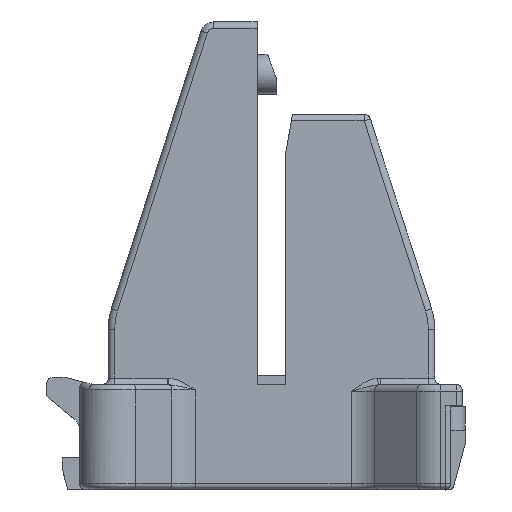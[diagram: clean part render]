
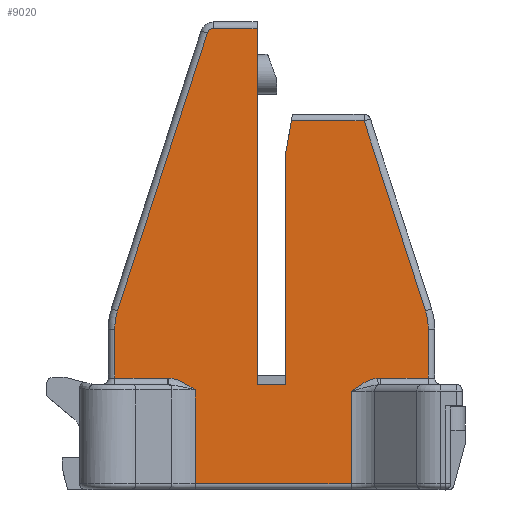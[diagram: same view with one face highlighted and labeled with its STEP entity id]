
A CAD part, top view. The second image highlights one B-rep face of the part: STEP entity #9020.
In plain terms, the highlighted planar face has unit normal (0, 0, 1).
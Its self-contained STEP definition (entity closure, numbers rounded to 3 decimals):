
#2253=DIRECTION('',(-1.,0.,0.));
#2254=VECTOR('',#2253,11.829);
#2255=CARTESIAN_POINT('',(6.039,0.4,37.325));
#2256=LINE('',#2255,#2254);
#2257=DIRECTION('',(0.,-1.,0.));
#2258=VECTOR('',#2257,7.124);
#2259=CARTESIAN_POINT('',(-5.789,7.524,37.325));
#2260=LINE('',#2259,#2258);
#2261=CARTESIAN_POINT('',(-7.789,8.421,37.325));
#2262=CARTESIAN_POINT('',(-7.751,8.419,37.325));
#2263=CARTESIAN_POINT('',(-7.672,8.412,37.325));
#2264=CARTESIAN_POINT('',(-7.544,8.393,37.325));
#2265=CARTESIAN_POINT('',(-7.407,8.364,37.325));
#2266=CARTESIAN_POINT('',(-7.261,8.323,37.325));
#2267=CARTESIAN_POINT('',(-7.109,8.271,37.325));
#2268=CARTESIAN_POINT('',(-6.949,8.207,37.325));
#2269=CARTESIAN_POINT('',(-6.783,8.13,37.325));
#2270=CARTESIAN_POINT('',(-6.608,8.039,37.325));
#2271=CARTESIAN_POINT('',(-6.423,7.934,37.325));
#2272=CARTESIAN_POINT('',(-6.226,7.812,37.325));
#2273=CARTESIAN_POINT('',(-6.016,7.676,37.325));
#2274=CARTESIAN_POINT('',(-5.867,7.576,37.325));
#2275=CARTESIAN_POINT('',(-5.789,7.524,37.325));
#2277=CARTESIAN_POINT('',(-7.891,8.424,37.325));
#2278=CARTESIAN_POINT('',(-7.874,8.424,37.325));
#2279=CARTESIAN_POINT('',(-7.84,8.423,37.325));
#2280=CARTESIAN_POINT('',(-7.806,8.422,37.325));
#2281=CARTESIAN_POINT('',(-7.789,8.421,37.325));
#2283=DIRECTION('',(1.,0.,0.));
#2284=VECTOR('',#2283,3.994);
#2285=CARTESIAN_POINT('',(-11.885,8.424,37.325));
#2286=LINE('',#2285,#2284);
#2287=DIRECTION('',(0.,1.,0.));
#2288=VECTOR('',#2287,3.714);
#2289=CARTESIAN_POINT('',(-11.885,8.424,37.325));
#2290=LINE('',#2289,#2288);
#2291=CARTESIAN_POINT('',(-7.385,12.137,37.325));
#2292=DIRECTION('',(0.,0.,-1.));
#2293=DIRECTION('',(-1.,0.,0.));
#2294=AXIS2_PLACEMENT_3D('',#2291,#2292,#2293);
#2296=DIRECTION('',(0.307,0.952,0.));
#2297=VECTOR('',#2296,22.127);
#2298=CARTESIAN_POINT('',(-11.668,13.519,37.325));
#2299=LINE('',#2298,#2297);
#2300=CARTESIAN_POINT('',(-4.399,34.424,37.325));
#2301=DIRECTION('',(0.,0.,-1.));
#2302=DIRECTION('',(-0.952,0.307,0.));
#2303=AXIS2_PLACEMENT_3D('',#2300,#2301,#2302);
#2305=DIRECTION('',(1.,0.,0.));
#2306=VECTOR('',#2305,3.304);
#2307=CARTESIAN_POINT('',(-4.399,34.924,37.325));
#2308=LINE('',#2307,#2306);
#2309=DIRECTION('',(0.,1.,0.));
#2310=VECTOR('',#2309,27.);
#2311=CARTESIAN_POINT('',(-1.095,7.924,37.325));
#2312=LINE('',#2311,#2310);
#2313=DIRECTION('',(1.,0.,0.));
#2314=VECTOR('',#2313,2.19);
#2315=CARTESIAN_POINT('',(-1.095,7.924,37.325));
#2316=LINE('',#2315,#2314);
#2317=DIRECTION('',(0.,1.,0.));
#2318=VECTOR('',#2317,17.664);
#2319=CARTESIAN_POINT('',(1.095,7.924,37.325));
#2320=LINE('',#2319,#2318);
#2321=DIRECTION('',(0.174,0.985,0.));
#2322=VECTOR('',#2321,2.372);
#2323=CARTESIAN_POINT('',(1.095,25.588,37.325));
#2324=LINE('',#2323,#2322);
#2325=DIRECTION('',(1.,0.,0.));
#2326=VECTOR('',#2325,5.514);
#2327=CARTESIAN_POINT('',(1.507,27.924,37.325));
#2328=LINE('',#2327,#2326);
#2329=DIRECTION('',(0.307,-0.952,0.));
#2330=VECTOR('',#2329,15.136);
#2331=CARTESIAN_POINT('',(7.021,27.924,37.325));
#2332=LINE('',#2331,#2330);
#2333=CARTESIAN_POINT('',(7.385,12.137,37.325));
#2334=DIRECTION('',(0.,0.,-1.));
#2335=DIRECTION('',(0.952,0.307,0.));
#2336=AXIS2_PLACEMENT_3D('',#2333,#2334,#2335);
#2338=DIRECTION('',(0.,-1.,0.));
#2339=VECTOR('',#2338,3.714);
#2340=CARTESIAN_POINT('',(11.885,12.137,37.325));
#2341=LINE('',#2340,#2339);
#2342=DIRECTION('',(1.,0.,0.));
#2343=VECTOR('',#2342,3.603);
#2344=CARTESIAN_POINT('',(8.282,8.424,37.325));
#2345=LINE('',#2344,#2343);
#2346=CARTESIAN_POINT('',(8.039,8.409,37.325));
#2347=CARTESIAN_POINT('',(8.079,8.414,37.325));
#2348=CARTESIAN_POINT('',(8.16,8.421,37.325));
#2349=CARTESIAN_POINT('',(8.241,8.424,37.325));
#2350=CARTESIAN_POINT('',(8.282,8.424,37.325));
#2352=CARTESIAN_POINT('',(6.039,7.424,37.325));
#2353=CARTESIAN_POINT('',(6.155,7.505,37.325));
#2354=CARTESIAN_POINT('',(6.375,7.661,37.325));
#2355=CARTESIAN_POINT('',(6.684,7.866,37.325));
#2356=CARTESIAN_POINT('',(6.976,8.039,37.325));
#2357=CARTESIAN_POINT('',(7.259,8.182,37.325));
#2358=CARTESIAN_POINT('',(7.532,8.292,37.325));
#2359=CARTESIAN_POINT('',(7.793,8.369,37.325));
#2360=CARTESIAN_POINT('',(7.959,8.399,37.325));
#2361=CARTESIAN_POINT('',(8.039,8.409,37.325));
#2363=DIRECTION('',(0.,-1.,0.));
#2364=VECTOR('',#2363,7.024);
#2365=CARTESIAN_POINT('',(6.039,7.424,37.325));
#2366=LINE('',#2365,#2364);
#4376=CARTESIAN_POINT('',(-5.789,7.524,37.325));
#4913=CARTESIAN_POINT('',(-1.095,7.924,37.325));
#4914=CARTESIAN_POINT('',(1.095,7.924,37.325));
#4915=VERTEX_POINT('',#4913);
#4916=VERTEX_POINT('',#4914);
#4961=CARTESIAN_POINT('',(1.507,27.924,37.325));
#4962=CARTESIAN_POINT('',(7.021,27.924,37.325));
#4963=VERTEX_POINT('',#4961);
#4964=VERTEX_POINT('',#4962);
#4973=CARTESIAN_POINT('',(-11.668,13.519,37.325));
#4974=CARTESIAN_POINT('',(-4.875,34.577,37.325));
#4975=VERTEX_POINT('',#4973);
#4976=VERTEX_POINT('',#4974);
#4979=CARTESIAN_POINT('',(-11.885,12.137,37.325));
#4980=VERTEX_POINT('',#4979);
#5170=VERTEX_POINT('',#4376);
#5171=VERTEX_POINT('',#2261);
#5173=VERTEX_POINT('',#2277);
#5176=CARTESIAN_POINT('',(-11.885,8.424,37.325));
#5177=VERTEX_POINT('',#5176);
#5242=CARTESIAN_POINT('',(8.282,8.424,37.325));
#5243=CARTESIAN_POINT('',(11.885,8.424,37.325));
#5244=VERTEX_POINT('',#5242);
#5245=VERTEX_POINT('',#5243);
#5247=VERTEX_POINT('',#2346);
#5248=VERTEX_POINT('',#2352);
#5249=CARTESIAN_POINT('',(11.668,13.519,37.325));
#5250=CARTESIAN_POINT('',(11.885,12.137,37.325));
#5251=VERTEX_POINT('',#5249);
#5252=VERTEX_POINT('',#5250);
#5315=CARTESIAN_POINT('',(1.095,25.588,37.325));
#5316=VERTEX_POINT('',#5315);
#5465=CARTESIAN_POINT('',(-5.789,0.4,37.325));
#5466=VERTEX_POINT('',#5465);
#5469=CARTESIAN_POINT('',(6.039,0.4,37.325));
#5470=VERTEX_POINT('',#5469);
#5805=CARTESIAN_POINT('',(-1.095,34.924,37.325));
#5807=VERTEX_POINT('',#5805);
#5808=CARTESIAN_POINT('',(-4.399,34.924,37.325));
#5809=VERTEX_POINT('',#5808);
#8974=CARTESIAN_POINT('',(-2.585,7.924,37.325));
#8975=DIRECTION('',(0.,0.,1.));
#8976=DIRECTION('',(1.,0.,0.));
#8977=AXIS2_PLACEMENT_3D('',#8974,#8975,#8976);
#8978=PLANE('',#8977);
#8979=ORIENTED_EDGE('',*,*,#7739,.T.);
#8981=ORIENTED_EDGE('',*,*,#8980,.F.);
#8983=ORIENTED_EDGE('',*,*,#8982,.F.);
#8985=ORIENTED_EDGE('',*,*,#8984,.F.);
#8987=ORIENTED_EDGE('',*,*,#8986,.F.);
#8989=ORIENTED_EDGE('',*,*,#8988,.T.);
#8991=ORIENTED_EDGE('',*,*,#8990,.T.);
#8993=ORIENTED_EDGE('',*,*,#8992,.T.);
#8995=ORIENTED_EDGE('',*,*,#8994,.T.);
#8997=ORIENTED_EDGE('',*,*,#8996,.T.);
#8998=ORIENTED_EDGE('',*,*,#6235,.F.);
#8999=ORIENTED_EDGE('',*,*,#5976,.T.);
#9001=ORIENTED_EDGE('',*,*,#9000,.T.);
#9002=ORIENTED_EDGE('',*,*,#8934,.T.);
#9003=ORIENTED_EDGE('',*,*,#8965,.T.);
#9005=ORIENTED_EDGE('',*,*,#9004,.T.);
#9007=ORIENTED_EDGE('',*,*,#9006,.T.);
#9009=ORIENTED_EDGE('',*,*,#9008,.T.);
#9011=ORIENTED_EDGE('',*,*,#9010,.F.);
#9013=ORIENTED_EDGE('',*,*,#9012,.F.);
#9015=ORIENTED_EDGE('',*,*,#9014,.F.);
#9017=ORIENTED_EDGE('',*,*,#9016,.T.);
#9018=EDGE_LOOP('',(#8979,#8981,#8983,#8985,#8987,#8989,#8991,#8993,#8995,#8997,
#8998,#8999,#9001,#9002,#9003,#9005,#9007,#9009,#9011,#9013,#9015,#9017));
#9019=FACE_OUTER_BOUND('',#9018,.F.);
#9020=ADVANCED_FACE('',(#9019),#8978,.T.);
#2276=B_SPLINE_CURVE_WITH_KNOTS('',3,(#2261,#2262,#2263,#2264,#2265,#2266,#2267,
#2268,#2269,#2270,#2271,#2272,#2273,#2274,#2275),.UNSPECIFIED.,.F.,.F.,(4,1,1,1,
1,1,1,1,1,1,1,1,4),(0.,0.083,0.167,0.25,
0.333,0.417,0.5,0.583,0.667,
0.75,0.833,0.917,1.),.UNSPECIFIED.);
#2282=B_SPLINE_CURVE_WITH_KNOTS('',3,(#2277,#2278,#2279,#2280,#2281),
.UNSPECIFIED.,.F.,.F.,(4,1,4),(0.,0.5,1.),.UNSPECIFIED.);
#2295=CIRCLE('',#2294,4.5);
#2304=CIRCLE('',#2303,0.5);
#2337=CIRCLE('',#2336,4.5);
#2351=B_SPLINE_CURVE_WITH_KNOTS('',3,(#2346,#2347,#2348,#2349,#2350),
.UNSPECIFIED.,.F.,.F.,(4,1,4),(0.,0.5,1.),.UNSPECIFIED.);
#2362=B_SPLINE_CURVE_WITH_KNOTS('',3,(#2352,#2353,#2354,#2355,#2356,#2357,#2358,
#2359,#2360,#2361),.UNSPECIFIED.,.F.,.F.,(4,1,1,1,1,1,1,4),(0.,
0.143,0.286,0.429,0.571,
0.714,0.857,1.),.UNSPECIFIED.);
#5976=EDGE_CURVE('',#4915,#4916,#2316,.T.);
#6235=EDGE_CURVE('',#4915,#5807,#2312,.T.);
#7739=EDGE_CURVE('',#5470,#5466,#2256,.T.);
#8934=EDGE_CURVE('',#5316,#4963,#2324,.T.);
#8965=EDGE_CURVE('',#4963,#4964,#2328,.T.);
#8980=EDGE_CURVE('',#5170,#5466,#2260,.T.);
#8982=EDGE_CURVE('',#5171,#5170,#2276,.T.);
#8984=EDGE_CURVE('',#5173,#5171,#2282,.T.);
#8986=EDGE_CURVE('',#5177,#5173,#2286,.T.);
#8988=EDGE_CURVE('',#5177,#4980,#2290,.T.);
#8990=EDGE_CURVE('',#4980,#4975,#2295,.T.);
#8992=EDGE_CURVE('',#4975,#4976,#2299,.T.);
#8994=EDGE_CURVE('',#4976,#5809,#2304,.T.);
#8996=EDGE_CURVE('',#5809,#5807,#2308,.T.);
#9000=EDGE_CURVE('',#4916,#5316,#2320,.T.);
#9004=EDGE_CURVE('',#4964,#5251,#2332,.T.);
#9006=EDGE_CURVE('',#5251,#5252,#2337,.T.);
#9008=EDGE_CURVE('',#5252,#5245,#2341,.T.);
#9010=EDGE_CURVE('',#5244,#5245,#2345,.T.);
#9012=EDGE_CURVE('',#5247,#5244,#2351,.T.);
#9014=EDGE_CURVE('',#5248,#5247,#2362,.T.);
#9016=EDGE_CURVE('',#5248,#5470,#2366,.T.);
